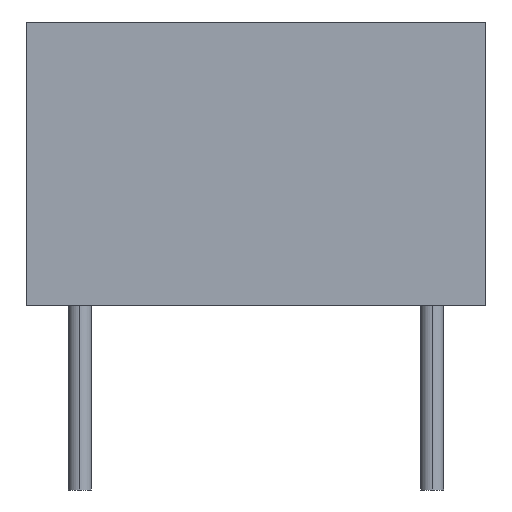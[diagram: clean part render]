
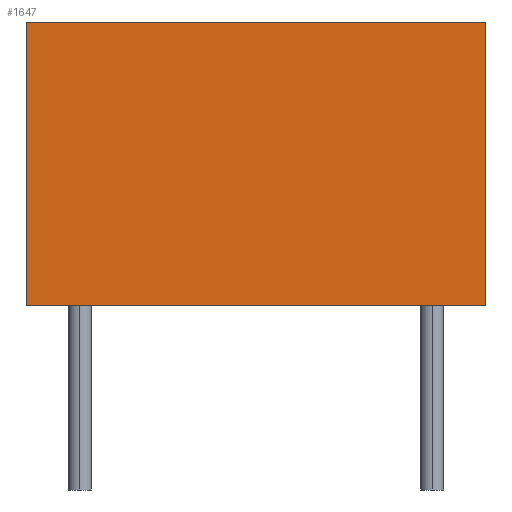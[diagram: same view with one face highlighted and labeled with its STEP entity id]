
A CAD part, left-side view. The second image highlights one B-rep face of the part: STEP entity #1647.
In plain terms, the highlighted planar face has unit normal (-1, 0, 0).
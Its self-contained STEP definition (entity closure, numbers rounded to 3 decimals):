
#63 = DIRECTION ( 'NONE',  ( 1., 0., 0. ) ) ;
#153 = CARTESIAN_POINT ( 'NONE',  ( -10.02, 4.97, 6.12 ) ) ;
#169 = VECTOR ( 'NONE', #1883, 1000. ) ;
#177 = DIRECTION ( 'NONE',  ( 0., -1., 0. ) ) ;
#273 = ORIENTED_EDGE ( 'NONE', *, *, #1551, .T. ) ;
#312 = ORIENTED_EDGE ( 'NONE', *, *, #777, .T. ) ;
#324 = LINE ( 'NONE', #1482, #2042 ) ;
#397 = LINE ( 'NONE', #1698, #539 ) ;
#437 = CARTESIAN_POINT ( 'NONE',  ( -10.02, -4.97, 0. ) ) ;
#483 = EDGE_CURVE ( 'NONE', #1979, #1567, #790, .T. ) ;
#539 = VECTOR ( 'NONE', #1521, 1000. ) ;
#621 = LINE ( 'NONE', #437, #169 ) ;
#642 = DIRECTION ( 'NONE',  ( 0., 0., -1. ) ) ;
#679 = EDGE_CURVE ( 'NONE', #1427, #1979, #324, .T. ) ;
#696 = ORIENTED_EDGE ( 'NONE', *, *, #483, .F. ) ;
#777 = EDGE_CURVE ( 'NONE', #1427, #2238, #397, .T. ) ;
#779 = ORIENTED_EDGE ( 'NONE', *, *, #679, .F. ) ;
#790 = LINE ( 'NONE', #2110, #874 ) ;
#827 = CARTESIAN_POINT ( 'NONE',  ( -10.02, -4.97, 0. ) ) ;
#874 = VECTOR ( 'NONE', #1572, 1000. ) ;
#939 = EDGE_LOOP ( 'NONE', ( #273, #696, #779, #312 ) ) ;
#946 = CARTESIAN_POINT ( 'NONE',  ( -10.02, -4.97, 6.12 ) ) ;
#1210 = FACE_OUTER_BOUND ( 'NONE', #939, .T. ) ;
#1270 = AXIS2_PLACEMENT_3D ( 'NONE', #2112, #63, #642 ) ;
#1427 = VERTEX_POINT ( 'NONE', #153 ) ;
#1482 = CARTESIAN_POINT ( 'NONE',  ( -10.02, -4.97, 6.12 ) ) ;
#1521 = DIRECTION ( 'NONE',  ( 0., 0., -1. ) ) ;
#1551 = EDGE_CURVE ( 'NONE', #2238, #1567, #621, .T. ) ;
#1567 = VERTEX_POINT ( 'NONE', #827 ) ;
#1572 = DIRECTION ( 'NONE',  ( 0., 0., -1. ) ) ;
#1647 = ADVANCED_FACE ( 'NONE', ( #1210 ), #1774, .F. ) ;
#1698 = CARTESIAN_POINT ( 'NONE',  ( -10.02, 4.97, 6.12 ) ) ;
#1774 = PLANE ( 'NONE',  #1270 ) ;
#1816 = CARTESIAN_POINT ( 'NONE',  ( -10.02, 4.97, 0. ) ) ;
#1883 = DIRECTION ( 'NONE',  ( 0., -1., 0. ) ) ;
#1979 = VERTEX_POINT ( 'NONE', #946 ) ;
#2042 = VECTOR ( 'NONE', #177, 1000. ) ;
#2110 = CARTESIAN_POINT ( 'NONE',  ( -10.02, -4.97, 6.12 ) ) ;
#2112 = CARTESIAN_POINT ( 'NONE',  ( -10.02, -4.97, 6.12 ) ) ;
#2238 = VERTEX_POINT ( 'NONE', #1816 ) ;
